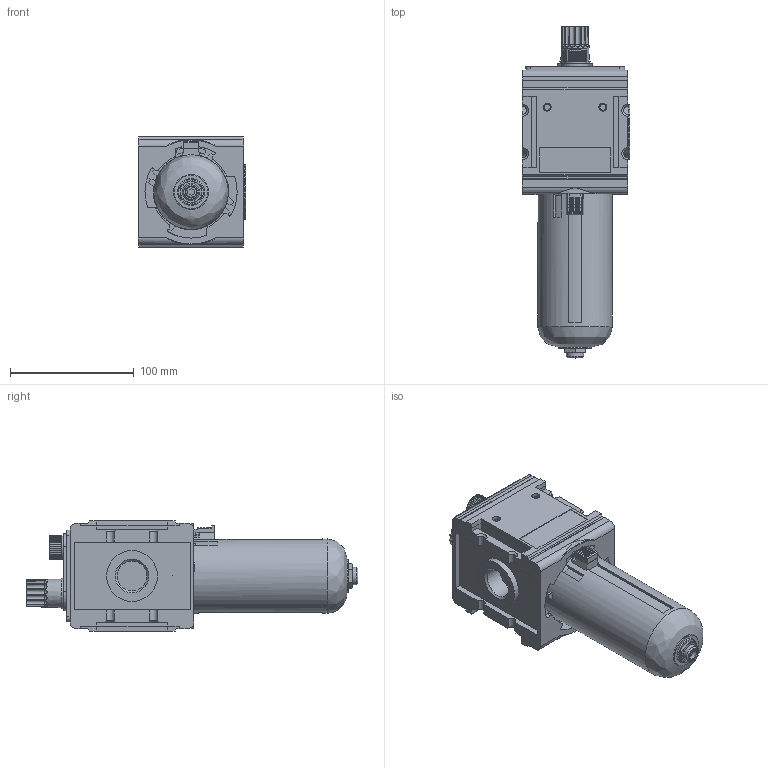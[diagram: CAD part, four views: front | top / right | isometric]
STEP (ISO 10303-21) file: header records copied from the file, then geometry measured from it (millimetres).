
FILE_DESCRIPTION( ( 'STEP AP203' ), ' ' );
FILE_NAME( '9.2544.004.stp', '2017-04-10T15:24:38', ( '' ), ( '' ), ' ', 'PARTsolutions', ' ' );
FILE_SCHEMA( ( 'CONFIG_CONTROL_DESIGN' ) );
Length unit declared in the file: millimetre
Products named in the file (5): 9.2544.004; _90004.0213_p1; _90004.0213(00)_p4; _90004.0213_p3; _L.44 B-1_p1
Assembly tree (4 placements, depth 2):
  9.2544.004
    _90004.0213_p1
    _90004.0213(00)_p4
    _90004.0213_p3
    _L.44 B-1_p1
Bounding box: 86.5 x 268 x 89 mm (x, y, z)
Volume: 1042437.1 mm3; surface area: 113289.7 mm2
Topology: 4 solids, 4 shells, 601 faces, 1603 edges, 1043 vertices
Faces by surface type: plane 338, cylinder 185, torus 39, cone 23, sphere 15, bspline 1
Full cylindrical faces by diameter (mm): 4.917 x4, 6.3 x1, 6.5 x4, 8.566 x1, 10 x1, 14 x2, 19 x1, 22 x1, 24.117 x2, 24.5 x1, 27 x1, 36.2 x1, 41 x2, 45 x1, 55.6 x2, 59.8 x1, 60 x1, 74.442 x1
Entity records: 19165 total; most frequent: CARTESIAN_POINT 4127, DIRECTION 3176, ORIENTED_EDGE 3034, EDGE_CURVE 1517, AXIS2_PLACEMENT_3D 1175, VERTEX_POINT 1024, LINE 826, VECTOR 826
